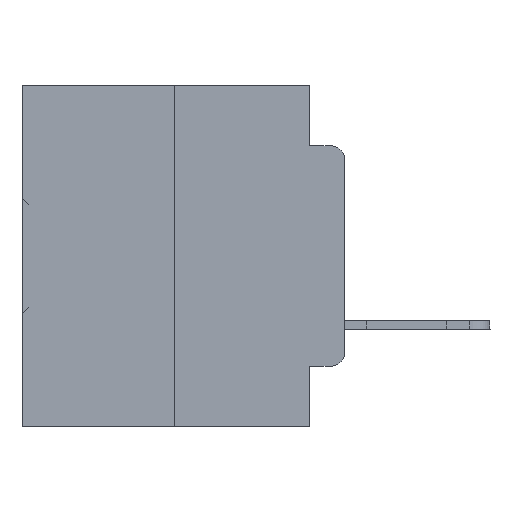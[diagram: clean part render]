
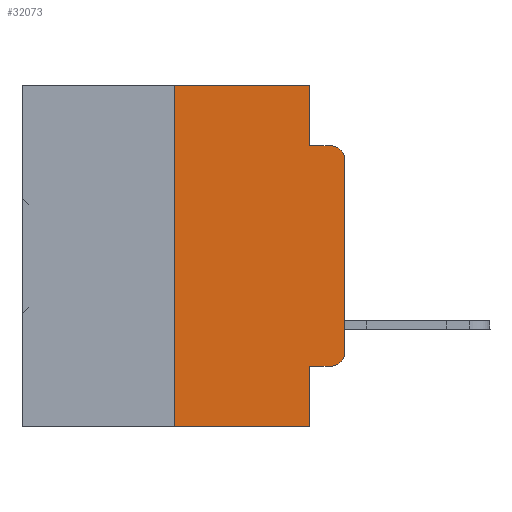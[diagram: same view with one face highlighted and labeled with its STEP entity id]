
A CAD part, left-side view. The second image highlights one B-rep face of the part: STEP entity #32073.
In plain terms, the highlighted planar face has unit normal (-1, 0, 0).
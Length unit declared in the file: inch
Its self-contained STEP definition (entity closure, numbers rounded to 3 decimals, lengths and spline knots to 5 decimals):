
#389 = CIRCLE ( 'NONE', #25439, 0.02 ) ;
#400 = PLANE ( 'NONE',  #28900 ) ;
#566 = CARTESIAN_POINT ( 'NONE',  ( 0., 0.051, 0. ) ) ;
#930 = VERTEX_POINT ( 'NONE', #18142 ) ;
#1138 = CIRCLE ( 'NONE', #11066, 0.02 ) ;
#2005 = DIRECTION ( 'NONE',  ( 0., 0., 1. ) ) ;
#2701 = EDGE_CURVE ( 'NONE', #5704, #19161, #27976, .T. ) ;
#2762 = EDGE_CURVE ( 'NONE', #23477, #11580, #1138, .T. ) ;
#4163 = CARTESIAN_POINT ( 'NONE',  ( 0., 0.02, -0.4115 ) ) ;
#5011 = VECTOR ( 'NONE', #19380, 39.37008 ) ;
#5410 = ORIENTED_EDGE ( 'NONE', *, *, #8186, .F. ) ;
#5656 = VECTOR ( 'NONE', #19262, 39.37008 ) ;
#5704 = VERTEX_POINT ( 'NONE', #23618 ) ;
#6912 = LINE ( 'NONE', #13064, #22549 ) ;
#7443 = DIRECTION ( 'NONE',  ( 0., -1., 0. ) ) ;
#7551 = EDGE_CURVE ( 'NONE', #12589, #23477, #36010, .T. ) ;
#7603 = EDGE_CURVE ( 'NONE', #12356, #19460, #19027, .T. ) ;
#8186 = EDGE_CURVE ( 'NONE', #12356, #32591, #19513, .T. ) ;
#8291 = CARTESIAN_POINT ( 'NONE',  ( 0., 0.473, -0.5 ) ) ;
#9912 = CARTESIAN_POINT ( 'NONE',  ( 0., 0.051, -0.4115 ) ) ;
#10274 = CARTESIAN_POINT ( 'NONE',  ( 0., 0.25, -0.5 ) ) ;
#11066 = AXIS2_PLACEMENT_3D ( 'NONE', #11396, #27421, #22497 ) ;
#11331 = DIRECTION ( 'NONE',  ( 0., 0., -1. ) ) ;
#11396 = CARTESIAN_POINT ( 'NONE',  ( 0., 0.02, -0.1085 ) ) ;
#11580 = VERTEX_POINT ( 'NONE', #22032 ) ;
#12047 = EDGE_CURVE ( 'NONE', #27829, #32591, #36015, .T. ) ;
#12356 = VERTEX_POINT ( 'NONE', #9912 ) ;
#12589 = VERTEX_POINT ( 'NONE', #19424 ) ;
#12787 = VECTOR ( 'NONE', #33452, 39.37008 ) ;
#13064 = CARTESIAN_POINT ( 'NONE',  ( 0., 0.051, -0.0885 ) ) ;
#13514 = DIRECTION ( 'NONE',  ( 1., 0., 0. ) ) ;
#13544 = DIRECTION ( 'NONE',  ( 0., -1., 0. ) ) ;
#13755 = CARTESIAN_POINT ( 'NONE',  ( 0., 0.473, 0. ) ) ;
#14148 = EDGE_CURVE ( 'NONE', #19161, #930, #19434, .T. ) ;
#14157 = CARTESIAN_POINT ( 'NONE',  ( 0., 0.051, 0. ) ) ;
#14958 = VECTOR ( 'NONE', #2005, 39.37008 ) ;
#15308 = DIRECTION ( 'NONE',  ( -1., 0., 0. ) ) ;
#15410 = VECTOR ( 'NONE', #11331, 39.37008 ) ;
#16639 = ORIENTED_EDGE ( 'NONE', *, *, #26905, .T. ) ;
#16652 = DIRECTION ( 'NONE',  ( 0., 0., 1. ) ) ;
#18142 = CARTESIAN_POINT ( 'NONE',  ( 0., 0.051, -0.0885 ) ) ;
#18426 = CARTESIAN_POINT ( 'NONE',  ( 0., 0.25, 0. ) ) ;
#18541 = ORIENTED_EDGE ( 'NONE', *, *, #33886, .F. ) ;
#18660 = CARTESIAN_POINT ( 'NONE',  ( 0., 0.051, -0.4115 ) ) ;
#19027 = LINE ( 'NONE', #18660, #21278 ) ;
#19161 = VERTEX_POINT ( 'NONE', #32819 ) ;
#19262 = DIRECTION ( 'NONE',  ( 0., 0., -1. ) ) ;
#19380 = DIRECTION ( 'NONE',  ( 0., -1., 0. ) ) ;
#19424 = CARTESIAN_POINT ( 'NONE',  ( 0., 0., -0.3915 ) ) ;
#19434 = LINE ( 'NONE', #14157, #5656 ) ;
#19460 = VERTEX_POINT ( 'NONE', #4163 ) ;
#19513 = LINE ( 'NONE', #566, #15410 ) ;
#21278 = VECTOR ( 'NONE', #13544, 39.37008 ) ;
#21406 = ORIENTED_EDGE ( 'NONE', *, *, #2701, .F. ) ;
#21731 = CARTESIAN_POINT ( 'NONE',  ( 0., 0., 0. ) ) ;
#21902 = DIRECTION ( 'NONE',  ( 0., 0., -1. ) ) ;
#22032 = CARTESIAN_POINT ( 'NONE',  ( 0., 0.02, -0.0885 ) ) ;
#22497 = DIRECTION ( 'NONE',  ( 0., 0., -1. ) ) ;
#22549 = VECTOR ( 'NONE', #7443, 39.37008 ) ;
#23477 = VERTEX_POINT ( 'NONE', #27472 ) ;
#23618 = CARTESIAN_POINT ( 'NONE',  ( 0., 0.25, 0. ) ) ;
#25439 = AXIS2_PLACEMENT_3D ( 'NONE', #34652, #15308, #31937 ) ;
#25708 = ORIENTED_EDGE ( 'NONE', *, *, #12047, .T. ) ;
#26565 = ORIENTED_EDGE ( 'NONE', *, *, #14148, .F. ) ;
#26905 = EDGE_CURVE ( 'NONE', #19460, #12589, #389, .T. ) ;
#26970 = LINE ( 'NONE', #18426, #14958 ) ;
#27380 = CARTESIAN_POINT ( 'NONE',  ( 0., 0.473, 0. ) ) ;
#27421 = DIRECTION ( 'NONE',  ( -1., 0., 0. ) ) ;
#27472 = CARTESIAN_POINT ( 'NONE',  ( 0., 0., -0.1085 ) ) ;
#27829 = VERTEX_POINT ( 'NONE', #10274 ) ;
#27934 = FACE_OUTER_BOUND ( 'NONE', #30380, .T. ) ;
#27976 = LINE ( 'NONE', #13755, #12787 ) ;
#28900 = AXIS2_PLACEMENT_3D ( 'NONE', #27380, #13514, #21902 ) ;
#30019 = VECTOR ( 'NONE', #16652, 39.37008 ) ;
#30380 = EDGE_LOOP ( 'NONE', ( #33311, #33908, #31226, #26565, #21406, #18541, #25708, #5410, #35671, #16639 ) ) ;
#31226 = ORIENTED_EDGE ( 'NONE', *, *, #31519, .F. ) ;
#31519 = EDGE_CURVE ( 'NONE', #930, #11580, #6912, .T. ) ;
#31937 = DIRECTION ( 'NONE',  ( 0., 0., -1. ) ) ;
#32073 = ADVANCED_FACE ( 'NONE', ( #27934 ), #400, .F. ) ;
#32591 = VERTEX_POINT ( 'NONE', #33375 ) ;
#32819 = CARTESIAN_POINT ( 'NONE',  ( 0., 0.051, 0. ) ) ;
#33311 = ORIENTED_EDGE ( 'NONE', *, *, #7551, .T. ) ;
#33375 = CARTESIAN_POINT ( 'NONE',  ( 0., 0.051, -0.5 ) ) ;
#33452 = DIRECTION ( 'NONE',  ( 0., -1., 0. ) ) ;
#33886 = EDGE_CURVE ( 'NONE', #27829, #5704, #26970, .T. ) ;
#33908 = ORIENTED_EDGE ( 'NONE', *, *, #2762, .T. ) ;
#34652 = CARTESIAN_POINT ( 'NONE',  ( 0., 0.02, -0.3915 ) ) ;
#35671 = ORIENTED_EDGE ( 'NONE', *, *, #7603, .T. ) ;
#36010 = LINE ( 'NONE', #21731, #30019 ) ;
#36015 = LINE ( 'NONE', #8291, #5011 ) ;
